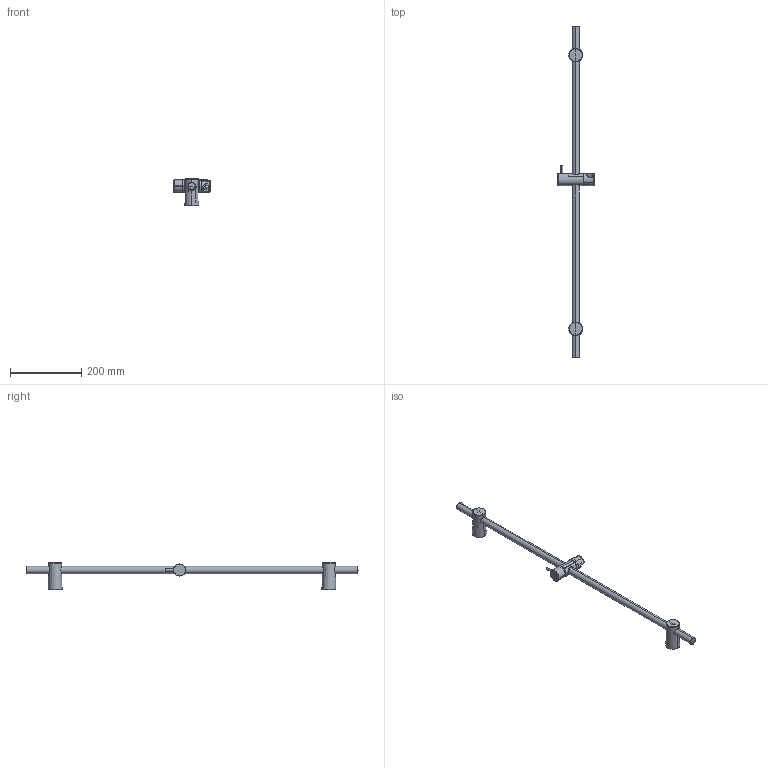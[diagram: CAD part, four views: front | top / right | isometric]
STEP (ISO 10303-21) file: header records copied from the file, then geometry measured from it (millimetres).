
FILE_DESCRIPTION((''),'2;1');
FILE_NAME('ZSAL106CR90','2021-11-15T13:34:21',('ut3'),('PAFFONI SpA'),'CREO PARAMETRIC BY PTC INC, 2020044','CREO PARAMETRIC BY PTC INC, 2020044','');
FILE_SCHEMA(('CONFIG_CONTROL_DESIGN','SHAPE_APPEARANCE_LAYERS_GROUPS'));
Length unit declared in the file: millimetre
Products named in the file (1): ZSAL106CR90
Bounding box: 101.94 x 934 x 76.42 mm (x, y, z)
Volume: 422121.9 mm3; surface area: 144713.8 mm2
Topology: 4 solids, 4 shells, 481 faces, 1333 edges, 838 vertices
Faces by surface type: plane 184, cylinder 170, bspline 41, torus 36, cone 28, sphere 22
Entity records: 26258 total; most frequent: CARTESIAN_POINT 13197, ORIENTED_EDGE 2606, DIRECTION 2315, EDGE_CURVE 1303, AXIS2_PLACEMENT_3D 893, VERTEX_POINT 857, VECTOR 529, LINE 529
